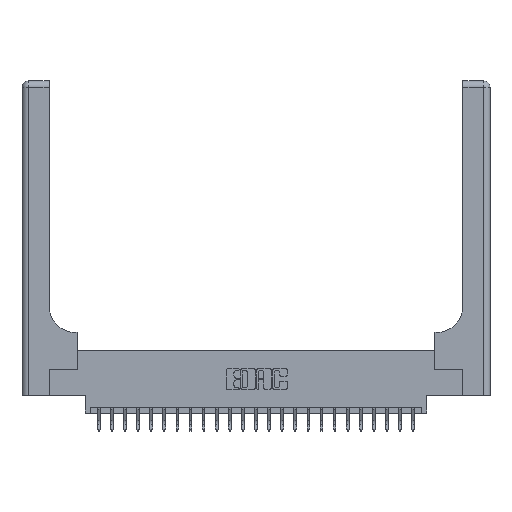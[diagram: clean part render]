
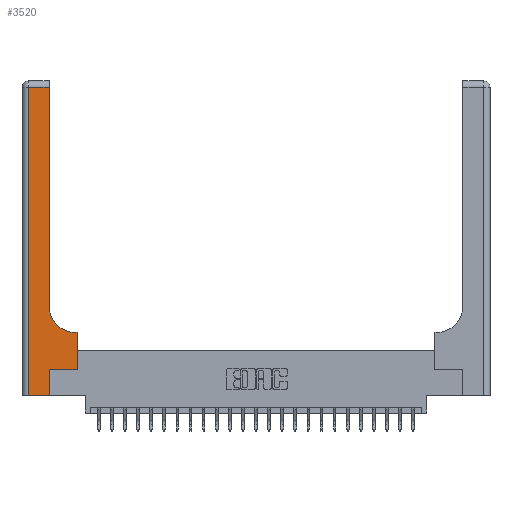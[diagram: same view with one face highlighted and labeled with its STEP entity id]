
A CAD part, top view. The second image highlights one B-rep face of the part: STEP entity #3520.
In plain terms, the highlighted planar face has unit normal (0, 0, 1).
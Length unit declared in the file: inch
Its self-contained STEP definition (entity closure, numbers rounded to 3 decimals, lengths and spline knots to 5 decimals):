
#108 = ORIENTED_EDGE ( 'NONE', *, *, #17271, .T. ) ;
#1032 = EDGE_CURVE ( 'NONE', #18431, #17535, #17009, .T. ) ;
#1425 = FACE_OUTER_BOUND ( 'NONE', #21094, .T. ) ;
#1600 = LINE ( 'NONE', #23234, #10942 ) ;
#1667 = VECTOR ( 'NONE', #19901, 39.37008 ) ;
#1784 = CARTESIAN_POINT ( 'NONE',  ( 0., 2.94, 0.37 ) ) ;
#2897 = CARTESIAN_POINT ( 'NONE',  ( 0.265, 0., 0.37 ) ) ;
#2982 = VECTOR ( 'NONE', #17826, 39.37008 ) ;
#3426 = DIRECTION ( 'NONE',  ( 0., 0., -1. ) ) ;
#3520 = ADVANCED_FACE ( 'NONE', ( #1425 ), #19635, .F. ) ;
#3667 = DIRECTION ( 'NONE',  ( -1., 0., 0. ) ) ;
#3795 = ORIENTED_EDGE ( 'NONE', *, *, #4794, .T. ) ;
#4082 = CARTESIAN_POINT ( 'NONE',  ( 0.26, 0.85, 0.37 ) ) ;
#4618 = VERTEX_POINT ( 'NONE', #4082 ) ;
#4772 = DIRECTION ( 'NONE',  ( -1., 0., 0. ) ) ;
#4794 = EDGE_CURVE ( 'NONE', #4618, #7440, #11579, .T. ) ;
#6187 = EDGE_CURVE ( 'NONE', #17535, #8065, #22371, .T. ) ;
#6467 = DIRECTION ( 'NONE',  ( 0., 1., 0. ) ) ;
#7092 = VECTOR ( 'NONE', #10838, 39.37008 ) ;
#7440 = VERTEX_POINT ( 'NONE', #13783 ) ;
#7462 = EDGE_CURVE ( 'NONE', #18449, #9592, #1600, .T. ) ;
#7678 = LINE ( 'NONE', #12633, #7092 ) ;
#8065 = VERTEX_POINT ( 'NONE', #18030 ) ;
#8195 = ORIENTED_EDGE ( 'NONE', *, *, #19675, .T. ) ;
#8703 = CARTESIAN_POINT ( 'NONE',  ( 0.26, 3., 0.37 ) ) ;
#9020 = CIRCLE ( 'NONE', #21583, 0.25 ) ;
#9592 = VERTEX_POINT ( 'NONE', #14857 ) ;
#9843 = CARTESIAN_POINT ( 'NONE',  ( 0., 0., 0.37 ) ) ;
#9926 = DIRECTION ( 'NONE',  ( 1., 0., 0. ) ) ;
#10838 = DIRECTION ( 'NONE',  ( -1., 0., 0. ) ) ;
#10942 = VECTOR ( 'NONE', #6467, 39.37008 ) ;
#11100 = VERTEX_POINT ( 'NONE', #17275 ) ;
#11308 = ORIENTED_EDGE ( 'NONE', *, *, #13264, .T. ) ;
#11579 = LINE ( 'NONE', #8703, #1667 ) ;
#11628 = VECTOR ( 'NONE', #3667, 39.37008 ) ;
#11792 = ORIENTED_EDGE ( 'NONE', *, *, #7462, .T. ) ;
#12177 = CARTESIAN_POINT ( 'NONE',  ( 0., 3., 0.37 ) ) ;
#12211 = LINE ( 'NONE', #1784, #11628 ) ;
#12633 = CARTESIAN_POINT ( 'NONE',  ( 0.26, 0.6, 0.37 ) ) ;
#12831 = CARTESIAN_POINT ( 'NONE',  ( 0.06, 0., 0.37 ) ) ;
#13264 = EDGE_CURVE ( 'NONE', #11100, #4618, #9020, .T. ) ;
#13369 = EDGE_CURVE ( 'NONE', #7440, #18431, #12211, .T. ) ;
#13437 = CARTESIAN_POINT ( 'NONE',  ( 0.06, 2.94, 0.37 ) ) ;
#13531 = LINE ( 'NONE', #15315, #22850 ) ;
#13783 = CARTESIAN_POINT ( 'NONE',  ( 0.26, 2.94, 0.37 ) ) ;
#14579 = CARTESIAN_POINT ( 'NONE',  ( 0.51, 0.85, 0.37 ) ) ;
#14857 = CARTESIAN_POINT ( 'NONE',  ( 0.528, 0.6, 0.37 ) ) ;
#15302 = CARTESIAN_POINT ( 'NONE',  ( 0.528, 0.25, 0.37 ) ) ;
#15315 = CARTESIAN_POINT ( 'NONE',  ( 0.265, 0.25, 0.37 ) ) ;
#15708 = CARTESIAN_POINT ( 'NONE',  ( 0.265, 0.25, 0.37 ) ) ;
#15833 = AXIS2_PLACEMENT_3D ( 'NONE', #12177, #15931, #4772 ) ;
#15931 = DIRECTION ( 'NONE',  ( 0., 0., -1. ) ) ;
#16099 = DIRECTION ( 'NONE',  ( 0., -1., 0. ) ) ;
#16306 = EDGE_CURVE ( 'NONE', #19967, #18449, #13531, .T. ) ;
#16449 = DIRECTION ( 'NONE',  ( 1., 0., 0. ) ) ;
#16606 = ORIENTED_EDGE ( 'NONE', *, *, #13369, .T. ) ;
#17009 = LINE ( 'NONE', #21721, #21976 ) ;
#17271 = EDGE_CURVE ( 'NONE', #8065, #19967, #23398, .T. ) ;
#17275 = CARTESIAN_POINT ( 'NONE',  ( 0.51, 0.6, 0.37 ) ) ;
#17535 = VERTEX_POINT ( 'NONE', #12831 ) ;
#17611 = ORIENTED_EDGE ( 'NONE', *, *, #16306, .T. ) ;
#17826 = DIRECTION ( 'NONE',  ( 0., 1., 0. ) ) ;
#18030 = CARTESIAN_POINT ( 'NONE',  ( 0.265, 0., 0.37 ) ) ;
#18431 = VERTEX_POINT ( 'NONE', #13437 ) ;
#18449 = VERTEX_POINT ( 'NONE', #15302 ) ;
#19549 = ORIENTED_EDGE ( 'NONE', *, *, #1032, .T. ) ;
#19635 = PLANE ( 'NONE',  #15833 ) ;
#19675 = EDGE_CURVE ( 'NONE', #9592, #11100, #7678, .T. ) ;
#19901 = DIRECTION ( 'NONE',  ( 0., 1., 0. ) ) ;
#19967 = VERTEX_POINT ( 'NONE', #15708 ) ;
#20806 = DIRECTION ( 'NONE',  ( 1., 0., 0. ) ) ;
#21094 = EDGE_LOOP ( 'NONE', ( #3795, #16606, #19549, #22785, #108, #17611, #11792, #8195, #11308 ) ) ;
#21583 = AXIS2_PLACEMENT_3D ( 'NONE', #14579, #3426, #16449 ) ;
#21721 = CARTESIAN_POINT ( 'NONE',  ( 0.06, 3., 0.37 ) ) ;
#21786 = VECTOR ( 'NONE', #9926, 39.37008 ) ;
#21976 = VECTOR ( 'NONE', #16099, 39.37008 ) ;
#22371 = LINE ( 'NONE', #9843, #21786 ) ;
#22785 = ORIENTED_EDGE ( 'NONE', *, *, #6187, .T. ) ;
#22850 = VECTOR ( 'NONE', #20806, 39.37008 ) ;
#23234 = CARTESIAN_POINT ( 'NONE',  ( 0.528, 0.25, 0.37 ) ) ;
#23398 = LINE ( 'NONE', #2897, #2982 ) ;
